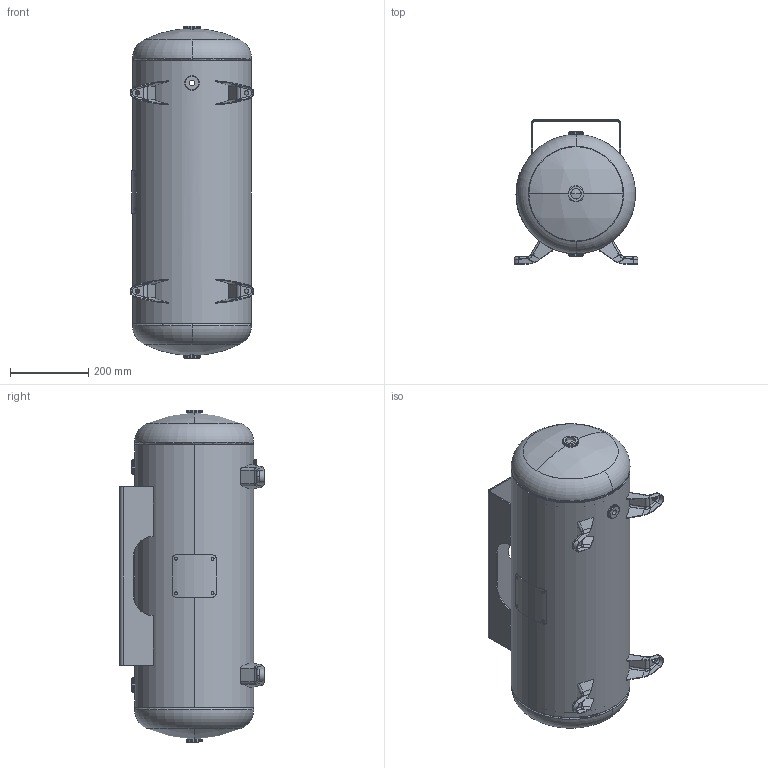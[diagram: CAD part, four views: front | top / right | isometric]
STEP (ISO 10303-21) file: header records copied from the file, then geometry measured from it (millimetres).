
FILE_DESCRIPTION (( 'STEP AP214' ), '1' );
FILE_NAME ('302464.STEP', '2024-04-02T20:10:02', ( '' ), ( '' ), 'SwSTEP 2.0', 'SolidWorks 2022', '' );
FILE_SCHEMA (( 'AUTOMOTIVE_DESIGN' ));
Length unit declared in the file: inch
Products named in the file (9): NP-HOR_12; PHOENIX FLAT FLANGE_0250P391; HEAD_12X094JOG; 302464; PHOENIX FLAT FLANGE_0750; A88700; A21150; PHOENIX FLAT FLANGE_0500P393; 302464-SL
Assembly tree (15 placements, depth 2):
  302464
    302464-SL
    HEAD_12X094JOG  x2
    A21150  x4
    PHOENIX FLAT FLANGE_0750  x2
    PHOENIX FLAT FLANGE_0250P391
    PHOENIX FLAT FLANGE_0500P393  x3
    NP-HOR_12
    A88700
Bounding box: 317.5 x 369.89 x 850.98 mm (x, y, z)
Volume: 2833878.6 mm3; surface area: 2196985.3 mm2
Topology: 15 solids, 15 shells, 484 faces, 1124 edges, 684 vertices
Faces by surface type: cylinder 176, plane 120, torus 112, bspline 68, sphere 8
Entity records: 12076 total; most frequent: CARTESIAN_POINT 6833, DIRECTION 1010, ORIENTED_EDGE 996, EDGE_CURVE 498, AXIS2_PLACEMENT_3D 429, VERTEX_POINT 304, EDGE_LOOP 250, CIRCLE 226
